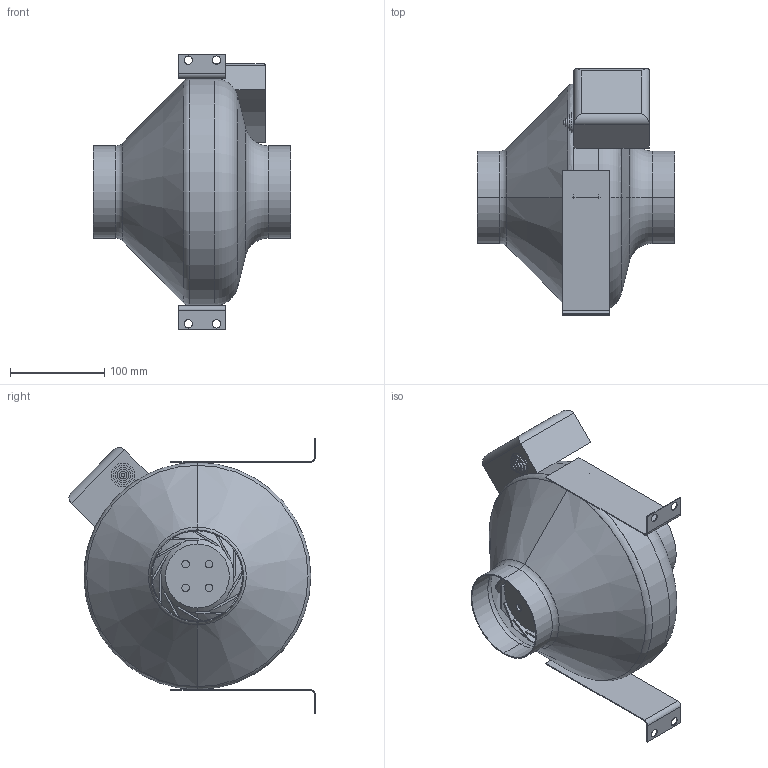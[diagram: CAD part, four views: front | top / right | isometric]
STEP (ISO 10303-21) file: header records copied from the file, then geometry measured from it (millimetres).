
FILE_DESCRIPTION (( 'STEP AP214' ), '1' );
FILE_NAME ('ERR 10-1.STEP', '2020-06-03T09:44:49', ( '' ), ( '' ), 'SwSTEP 2.0', 'SolidWorks 2017', '' );
FILE_SCHEMA (( 'AUTOMOTIVE_DESIGN' ));
Length unit declared in the file: millimetre
Products named in the file (1): ERR 10-1
Bounding box: 210 x 261.34 x 293 mm (x, y, z)
Volume: 1388427.1 mm3; surface area: 460904.8 mm2
Topology: 4 solids, 4 shells, 262 faces, 691 edges, 447 vertices
Faces by surface type: plane 119, cylinder 77, cone 50, torus 16
Entity records: 9104 total; most frequent: CARTESIAN_POINT 2631, ORIENTED_EDGE 1382, DIRECTION 1291, EDGE_CURVE 691, AXIS2_PLACEMENT_3D 481, VERTEX_POINT 447, LINE 329, VECTOR 329
